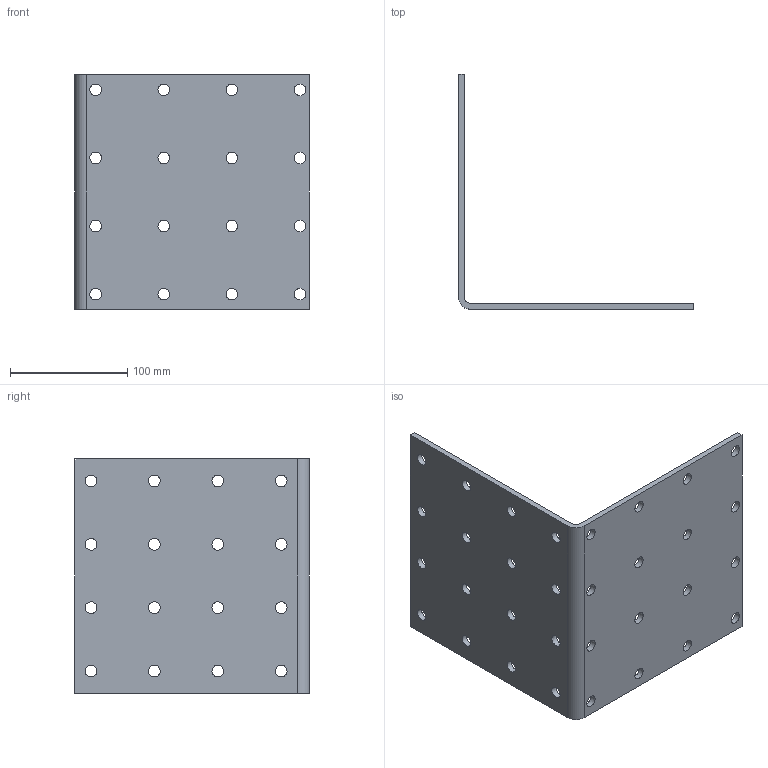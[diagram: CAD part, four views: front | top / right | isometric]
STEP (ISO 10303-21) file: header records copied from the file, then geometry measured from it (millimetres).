
FILE_DESCRIPTION( ( 'STEP AP214' ), ' ' );
FILE_NAME( 'L_Bracket_-_200-5-200_4_10_54-200_4_10_58.stp', '2017-03-30T05:12:10', ( '' ), ( '' ), ' ', 'PARTsolutions', ' ' );
FILE_SCHEMA( ( 'AUTOMOTIVE_DESIGN { 1 0 10303 214 1 1 1 1 }' ) );
Length unit declared in the file: millimetre
Products named in the file (1): _L Bracket - 200-5-200/4/10/54-200/4/10/58
Bounding box: 200 x 200 x 200 mm (x, y, z)
Volume: 379214.6 mm3; surface area: 162630.2 mm2
Topology: 1 solids, 1 shells, 42 faces, 120 edges, 80 vertices
Faces by surface type: cylinder 34, plane 8
Full cylindrical faces by diameter (mm): 10 x32
Entity records: 1732 total; most frequent: DIRECTION 242, CARTESIAN_POINT 211, ORIENTED_EDGE 176, EDGE_LOOP 138, AXIS2_PLACEMENT_3D 111, EDGE_CURVE 88, VERTEX_POINT 80, FACE_OUTER_BOUND 74
